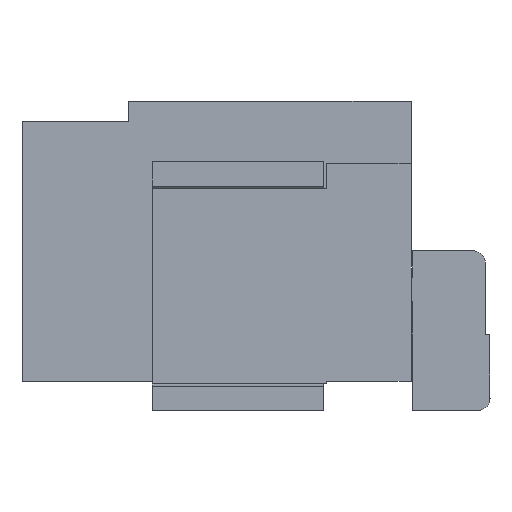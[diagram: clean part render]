
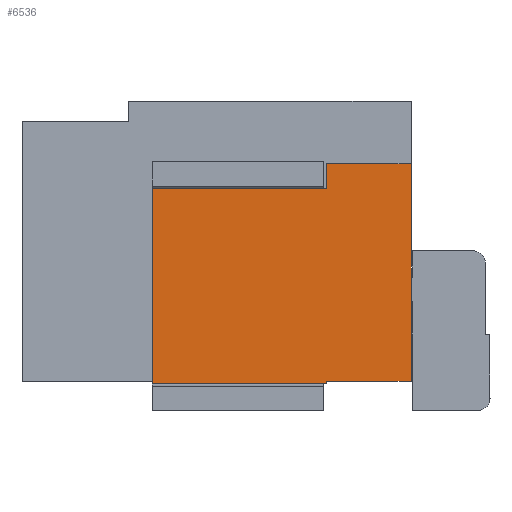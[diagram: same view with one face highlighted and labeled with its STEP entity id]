
A CAD part, left-side view. The second image highlights one B-rep face of the part: STEP entity #6536.
In plain terms, the highlighted planar face has unit normal (-1, 0, 0).
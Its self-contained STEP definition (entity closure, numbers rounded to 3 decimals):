
#1368=ORIENTED_EDGE('',*,*,#2476,.F.);
#1369=ORIENTED_EDGE('',*,*,#2838,.F.);
#1370=ORIENTED_EDGE('',*,*,#2839,.T.);
#1371=ORIENTED_EDGE('',*,*,#2840,.F.);
#1372=ORIENTED_EDGE('',*,*,#2841,.F.);
#1373=ORIENTED_EDGE('',*,*,#2842,.T.);
#1374=ORIENTED_EDGE('',*,*,#2843,.T.);
#1375=ORIENTED_EDGE('',*,*,#2497,.T.);
#2476=EDGE_CURVE('',#3402,#3403,#4049,.T.);
#2497=EDGE_CURVE('',#3420,#3403,#4070,.T.);
#2838=EDGE_CURVE('',#3632,#3402,#4387,.T.);
#2839=EDGE_CURVE('',#3632,#3633,#4388,.T.);
#2840=EDGE_CURVE('',#3634,#3633,#4389,.T.);
#2841=EDGE_CURVE('',#3635,#3634,#4390,.T.);
#2842=EDGE_CURVE('',#3635,#3636,#4391,.T.);
#2843=EDGE_CURVE('',#3636,#3420,#4392,.T.);
#3402=VERTEX_POINT('',#11425);
#3403=VERTEX_POINT('',#11427);
#3420=VERTEX_POINT('',#11466);
#3632=VERTEX_POINT('',#12156);
#3633=VERTEX_POINT('',#12160);
#3634=VERTEX_POINT('',#12162);
#3635=VERTEX_POINT('',#12164);
#3636=VERTEX_POINT('',#12166);
#4049=LINE('',#11426,#4690);
#4070=LINE('',#11465,#4711);
#4387=LINE('',#12157,#5028);
#4388=LINE('',#12159,#5029);
#4389=LINE('',#12161,#5030);
#4390=LINE('',#12163,#5031);
#4391=LINE('',#12165,#5032);
#4392=LINE('',#12167,#5033);
#4690=VECTOR('',#9933,1000.);
#4711=VECTOR('',#9956,1000.);
#5028=VECTOR('',#10597,1000.);
#5029=VECTOR('',#10600,1000.);
#5030=VECTOR('',#10601,1000.);
#5031=VECTOR('',#10602,1000.);
#5032=VECTOR('',#10603,1000.);
#5033=VECTOR('',#10604,1000.);
#5395=EDGE_LOOP('',(#1368,#1369,#1370,#1371,#1372,#1373,#1374,#1375));
#5810=FACE_BOUND('',#5395,.T.);
#6193=PLANE('',#9520);
#6536=ADVANCED_FACE('',(#5810),#6193,.T.);
#9520=AXIS2_PLACEMENT_3D('',#12158,#10598,#10599);
#9933=DIRECTION('',(0.,0.,-1.));
#9956=DIRECTION('',(0.,-1.,0.));
#10597=DIRECTION('',(0.,-1.,0.));
#10598=DIRECTION('',(-1.,0.,0.));
#10599=DIRECTION('',(0.,0.,1.));
#10600=DIRECTION('',(0.,0.,-1.));
#10601=DIRECTION('',(0.,-1.,0.));
#10602=DIRECTION('',(0.,0.,1.));
#10603=DIRECTION('',(0.,-1.,0.));
#10604=DIRECTION('',(0.,0.,1.));
#11425=CARTESIAN_POINT('',(-6.414,0.457,2.823));
#11426=CARTESIAN_POINT('',(-6.414,0.457,2.823));
#11427=CARTESIAN_POINT('',(-6.414,0.457,0.334));
#11465=CARTESIAN_POINT('',(-6.414,1.422,0.334));
#11466=CARTESIAN_POINT('',(-6.414,1.422,0.334));
#12156=CARTESIAN_POINT('',(-6.414,1.422,2.823));
#12157=CARTESIAN_POINT('',(-6.414,1.422,2.823));
#12158=CARTESIAN_POINT('',(-6.414,1.422,2.823));
#12159=CARTESIAN_POINT('',(-6.414,1.422,2.823));
#12160=CARTESIAN_POINT('',(-6.414,1.422,2.54));
#12161=CARTESIAN_POINT('',(-6.414,3.416,2.54));
#12162=CARTESIAN_POINT('',(-6.414,3.416,2.54));
#12163=CARTESIAN_POINT('',(-6.414,3.416,2.54));
#12164=CARTESIAN_POINT('',(-6.414,3.416,0.305));
#12165=CARTESIAN_POINT('',(-6.414,3.416,0.305));
#12166=CARTESIAN_POINT('',(-6.414,1.422,0.305));
#12167=CARTESIAN_POINT('',(-6.414,1.422,2.54));
